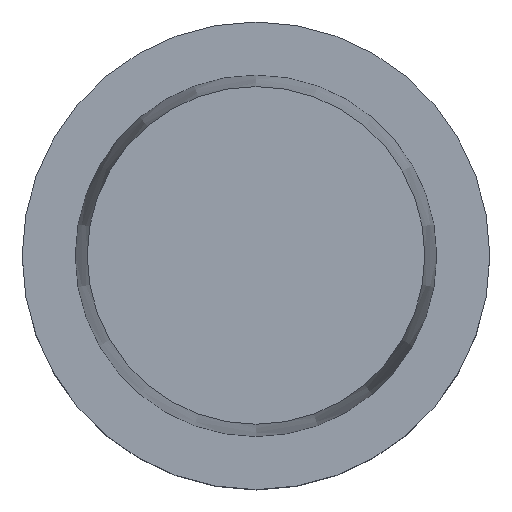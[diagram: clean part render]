
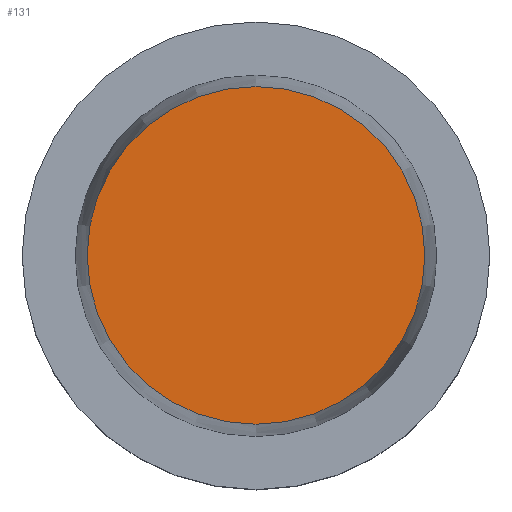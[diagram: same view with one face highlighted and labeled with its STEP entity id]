
A CAD part, top view. The second image highlights one B-rep face of the part: STEP entity #131.
In plain terms, the highlighted planar face has unit normal (0, 0, 1).
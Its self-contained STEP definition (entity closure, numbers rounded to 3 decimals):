
#104=FACE_OUTER_BOUND('',#184,.T.);
#118=PLANE('',#284);
#131=ADVANCED_FACE('',(#104),#118,.T.);
#184=EDGE_LOOP('',(#212));
#212=ORIENTED_EDGE('',*,*,#243,.F.);
#229=VERTEX_POINT('',#384);
#243=EDGE_CURVE('',#229,#229,#257,.T.);
#257=CIRCLE('',#282,22.722);
#282=AXIS2_PLACEMENT_3D('',#383,#334,#335);
#284=AXIS2_PLACEMENT_3D('',#386,#338,#339);
#334=DIRECTION('',(0.0,0.,-1.0));
#335=DIRECTION('',(0.0,1.0,0.0));
#338=DIRECTION('',(0.0,0.,1.0));
#339=DIRECTION('',(0.0,1.0,0.));
#383=CARTESIAN_POINT('',(0.0,0.,31.9));
#384=CARTESIAN_POINT('',(0.0,22.722,31.9));
#386=CARTESIAN_POINT('',(0.0,17.025,31.9));
